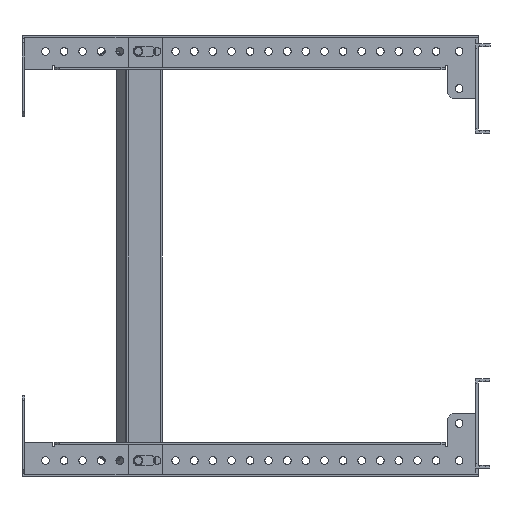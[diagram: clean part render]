
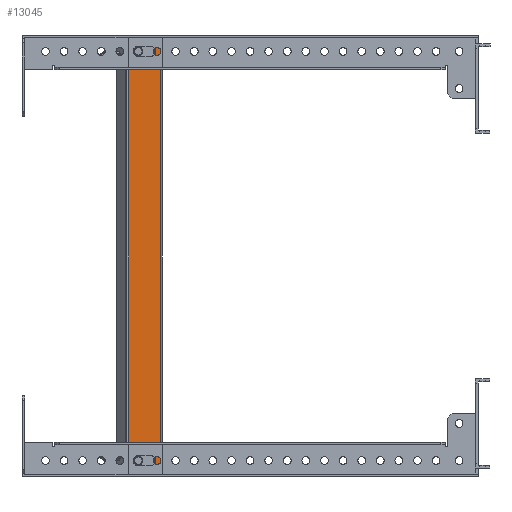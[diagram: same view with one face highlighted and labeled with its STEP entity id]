
A CAD part, front view. The second image highlights one B-rep face of the part: STEP entity #13045.
In plain terms, the highlighted planar face has unit normal (0, -1, 0).
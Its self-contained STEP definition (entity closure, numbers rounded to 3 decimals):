
#230 = CARTESIAN_POINT ( 'NONE',  ( 1120.302, -254., 187.5 ) ) ;
#542 = DIRECTION ( 'NONE',  ( 1., 0., 0. ) ) ;
#629 = VERTEX_POINT ( 'NONE', #14086 ) ;
#728 = EDGE_CURVE ( 'NONE', #33593, #19047, #27677, .T. ) ;
#885 = DIRECTION ( 'NONE',  ( 1., 0., 0. ) ) ;
#1483 = EDGE_CURVE ( 'NONE', #12153, #21654, #9346, .T. ) ;
#2079 = PLANE ( 'NONE',  #8086 ) ;
#2412 = CARTESIAN_POINT ( 'NONE',  ( 1128.304, -254., -100.859 ) ) ;
#2453 = LINE ( 'NONE', #18099, #18592 ) ;
#2780 = DIRECTION ( 'NONE',  ( -1., 0., 0. ) ) ;
#3101 = ORIENTED_EDGE ( 'NONE', *, *, #1483, .F. ) ;
#3230 = VECTOR ( 'NONE', #9863, 1000. ) ;
#3521 = CARTESIAN_POINT ( 'NONE',  ( 1112.302, -254., 191. ) ) ;
#3722 = ORIENTED_EDGE ( 'NONE', *, *, #12960, .F. ) ;
#4065 = EDGE_LOOP ( 'NONE', ( #24111, #15192, #31015, #11003, #19817 ) ) ;
#4204 = VECTOR ( 'NONE', #15036, 1000. ) ;
#4613 = FACE_OUTER_BOUND ( 'NONE', #18689, .T. ) ;
#5119 = VECTOR ( 'NONE', #542, 1000. ) ;
#5134 = DIRECTION ( 'NONE',  ( 1., 0., 0. ) ) ;
#5211 = CARTESIAN_POINT ( 'NONE',  ( 1128.304, -254., 197.5 ) ) ;
#6284 = DIRECTION ( 'NONE',  ( 0., 0., 1. ) ) ;
#6471 = EDGE_CURVE ( 'NONE', #31205, #27902, #21938, .T. ) ;
#6611 = CARTESIAN_POINT ( 'NONE',  ( 1120.302, -254., -91. ) ) ;
#7038 = CARTESIAN_POINT ( 'NONE',  ( 1112.302, -254., -87.5 ) ) ;
#7094 = ORIENTED_EDGE ( 'NONE', *, *, #23296, .F. ) ;
#7336 = DIRECTION ( 'NONE',  ( 0., 1., 0. ) ) ;
#7548 = DIRECTION ( 'NONE',  ( -1., 0., 0. ) ) ;
#7778 = ORIENTED_EDGE ( 'NONE', *, *, #10456, .F. ) ;
#7805 = DIRECTION ( 'NONE',  ( 0., 1., 0. ) ) ;
#7874 = LINE ( 'NONE', #13212, #16955 ) ;
#8086 = AXIS2_PLACEMENT_3D ( 'NONE', #30649, #7336, #885 ) ;
#8469 = EDGE_CURVE ( 'NONE', #14217, #18363, #20752, .T. ) ;
#8625 = CIRCLE ( 'NONE', #33566, 3.5 ) ;
#8854 = VECTOR ( 'NONE', #10151, 1000. ) ;
#9105 = DIRECTION ( 'NONE',  ( 0., -1., 0. ) ) ;
#9210 = AXIS2_PLACEMENT_3D ( 'NONE', #7038, #27515, #19669 ) ;
#9346 = LINE ( 'NONE', #17214, #15150 ) ;
#9863 = DIRECTION ( 'NONE',  ( 1., 0., 0. ) ) ;
#10023 = CARTESIAN_POINT ( 'NONE',  ( 1105.802, -254., 197.5 ) ) ;
#10046 = ORIENTED_EDGE ( 'NONE', *, *, #728, .F. ) ;
#10151 = DIRECTION ( 'NONE',  ( -1., 0., 0. ) ) ;
#10192 = CARTESIAN_POINT ( 'NONE',  ( 1120.302, -254., -87.5 ) ) ;
#10456 = EDGE_CURVE ( 'NONE', #22199, #33593, #23627, .T. ) ;
#11003 = ORIENTED_EDGE ( 'NONE', *, *, #19082, .T. ) ;
#11040 = CARTESIAN_POINT ( 'NONE',  ( 1112.302, -254., 184. ) ) ;
#11067 = CARTESIAN_POINT ( 'NONE',  ( 1112.302, -254., 191. ) ) ;
#11963 = DIRECTION ( 'NONE',  ( -1., 0., 0. ) ) ;
#12153 = VERTEX_POINT ( 'NONE', #23828 ) ;
#12197 = DIRECTION ( 'NONE',  ( -1., 0., 0. ) ) ;
#12478 = LINE ( 'NONE', #33341, #4204 ) ;
#12828 = AXIS2_PLACEMENT_3D ( 'NONE', #230, #24047, #2780 ) ;
#12960 = EDGE_CURVE ( 'NONE', #21654, #18363, #25556, .T. ) ;
#13045 = ADVANCED_FACE ( 'NONE', ( #4613, #15014, #25393 ), #2079, .F. ) ;
#13212 = CARTESIAN_POINT ( 'NONE',  ( 1150.146, -254., -97.5 ) ) ;
#13547 = CARTESIAN_POINT ( 'NONE',  ( 1105.802, -254., 197.5 ) ) ;
#14086 = CARTESIAN_POINT ( 'NONE',  ( 1112.302, -254., -91. ) ) ;
#14217 = VERTEX_POINT ( 'NONE', #31622 ) ;
#14303 = CIRCLE ( 'NONE', #28419, 3.5 ) ;
#15014 = FACE_BOUND ( 'NONE', #27312, .T. ) ;
#15036 = DIRECTION ( 'NONE',  ( -1., 0., 0. ) ) ;
#15150 = VECTOR ( 'NONE', #6284, 1000. ) ;
#15192 = ORIENTED_EDGE ( 'NONE', *, *, #21971, .T. ) ;
#16785 = CARTESIAN_POINT ( 'NONE',  ( 1108.802, -254., 187.5 ) ) ;
#16955 = VECTOR ( 'NONE', #7548, 1000. ) ;
#17058 = DIRECTION ( 'NONE',  ( 0., 1., 0. ) ) ;
#17214 = CARTESIAN_POINT ( 'NONE',  ( 1105.802, -254., -97.5 ) ) ;
#17471 = CARTESIAN_POINT ( 'NONE',  ( 1112.302, -254., -87.5 ) ) ;
#17503 = VERTEX_POINT ( 'NONE', #6611 ) ;
#18062 = DIRECTION ( 'NONE',  ( -1., 0., 0. ) ) ;
#18099 = CARTESIAN_POINT ( 'NONE',  ( 1112.302, -254., -91. ) ) ;
#18285 = EDGE_CURVE ( 'NONE', #32537, #30170, #26576, .T. ) ;
#18363 = VERTEX_POINT ( 'NONE', #5211 ) ;
#18592 = VECTOR ( 'NONE', #5134, 1000. ) ;
#18689 = EDGE_LOOP ( 'NONE', ( #3722, #3101, #23852, #24080 ) ) ;
#19047 = VERTEX_POINT ( 'NONE', #26600 ) ;
#19082 = EDGE_CURVE ( 'NONE', #30170, #27612, #23115, .T. ) ;
#19669 = DIRECTION ( 'NONE',  ( -1., 0., 0. ) ) ;
#19817 = ORIENTED_EDGE ( 'NONE', *, *, #27326, .T. ) ;
#20373 = CARTESIAN_POINT ( 'NONE',  ( 1120.302, -254., -84. ) ) ;
#20589 = DIRECTION ( 'NONE',  ( 0., -1., 0. ) ) ;
#20752 = LINE ( 'NONE', #2412, #26967 ) ;
#20885 = CARTESIAN_POINT ( 'NONE',  ( 1112.302, -254., -84. ) ) ;
#21200 = CARTESIAN_POINT ( 'NONE',  ( 1120.302, -254., 191. ) ) ;
#21654 = VERTEX_POINT ( 'NONE', #13547 ) ;
#21770 = CARTESIAN_POINT ( 'NONE',  ( 1120.302, -254., 184. ) ) ;
#21938 = CIRCLE ( 'NONE', #26309, 3.5 ) ;
#21971 = EDGE_CURVE ( 'NONE', #27902, #32537, #8625, .T. ) ;
#22199 = VERTEX_POINT ( 'NONE', #20373 ) ;
#22752 = ORIENTED_EDGE ( 'NONE', *, *, #22984, .F. ) ;
#22815 = CARTESIAN_POINT ( 'NONE',  ( 1112.302, -254., 187.5 ) ) ;
#22824 = DIRECTION ( 'NONE',  ( 0., 0., 1. ) ) ;
#22984 = EDGE_CURVE ( 'NONE', #629, #17503, #2453, .T. ) ;
#23115 = CIRCLE ( 'NONE', #12828, 3.5 ) ;
#23296 = EDGE_CURVE ( 'NONE', #17503, #22199, #14303, .T. ) ;
#23627 = LINE ( 'NONE', #20885, #8854 ) ;
#23658 = DIRECTION ( 'NONE',  ( -1., 0., 0. ) ) ;
#23828 = CARTESIAN_POINT ( 'NONE',  ( 1105.802, -254., -97.5 ) ) ;
#23852 = ORIENTED_EDGE ( 'NONE', *, *, #33572, .F. ) ;
#24047 = DIRECTION ( 'NONE',  ( 0., 1., 0. ) ) ;
#24080 = ORIENTED_EDGE ( 'NONE', *, *, #8469, .T. ) ;
#24111 = ORIENTED_EDGE ( 'NONE', *, *, #6471, .T. ) ;
#24503 = CIRCLE ( 'NONE', #30452, 3.5 ) ;
#25393 = FACE_BOUND ( 'NONE', #4065, .T. ) ;
#25556 = LINE ( 'NONE', #10023, #3230 ) ;
#26309 = AXIS2_PLACEMENT_3D ( 'NONE', #22815, #17058, #11963 ) ;
#26576 = LINE ( 'NONE', #11067, #5119 ) ;
#26600 = CARTESIAN_POINT ( 'NONE',  ( 1108.802, -254., -87.5 ) ) ;
#26967 = VECTOR ( 'NONE', #22824, 1000. ) ;
#27312 = EDGE_LOOP ( 'NONE', ( #22752, #27819, #10046, #7778, #7094 ) ) ;
#27326 = EDGE_CURVE ( 'NONE', #27612, #31205, #12478, .T. ) ;
#27515 = DIRECTION ( 'NONE',  ( 0., -1., 0. ) ) ;
#27612 = VERTEX_POINT ( 'NONE', #21770 ) ;
#27677 = CIRCLE ( 'NONE', #9210, 3.5 ) ;
#27819 = ORIENTED_EDGE ( 'NONE', *, *, #30227, .F. ) ;
#27902 = VERTEX_POINT ( 'NONE', #16785 ) ;
#28419 = AXIS2_PLACEMENT_3D ( 'NONE', #10192, #20589, #18062 ) ;
#30170 = VERTEX_POINT ( 'NONE', #21200 ) ;
#30227 = EDGE_CURVE ( 'NONE', #19047, #629, #24503, .T. ) ;
#30452 = AXIS2_PLACEMENT_3D ( 'NONE', #17471, #9105, #12197 ) ;
#30649 = CARTESIAN_POINT ( 'NONE',  ( 1150.77, -254., 50. ) ) ;
#31015 = ORIENTED_EDGE ( 'NONE', *, *, #18285, .T. ) ;
#31111 = CARTESIAN_POINT ( 'NONE',  ( 1112.302, -254., 187.5 ) ) ;
#31205 = VERTEX_POINT ( 'NONE', #11040 ) ;
#31622 = CARTESIAN_POINT ( 'NONE',  ( 1128.304, -254., -97.5 ) ) ;
#32537 = VERTEX_POINT ( 'NONE', #3521 ) ;
#33341 = CARTESIAN_POINT ( 'NONE',  ( 1112.302, -254., 184. ) ) ;
#33539 = CARTESIAN_POINT ( 'NONE',  ( 1112.302, -254., -84. ) ) ;
#33566 = AXIS2_PLACEMENT_3D ( 'NONE', #31111, #7805, #23658 ) ;
#33572 = EDGE_CURVE ( 'NONE', #14217, #12153, #7874, .T. ) ;
#33593 = VERTEX_POINT ( 'NONE', #33539 ) ;
